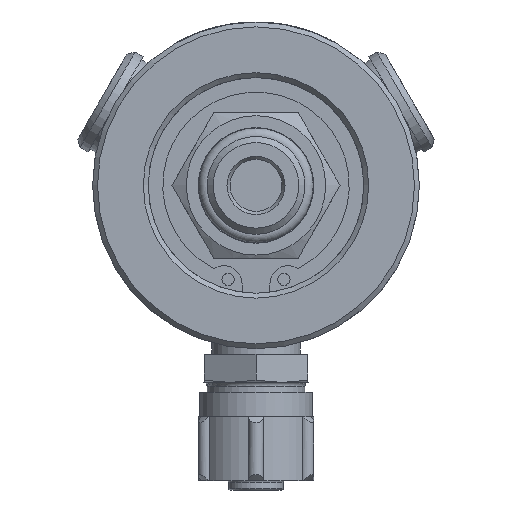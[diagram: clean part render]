
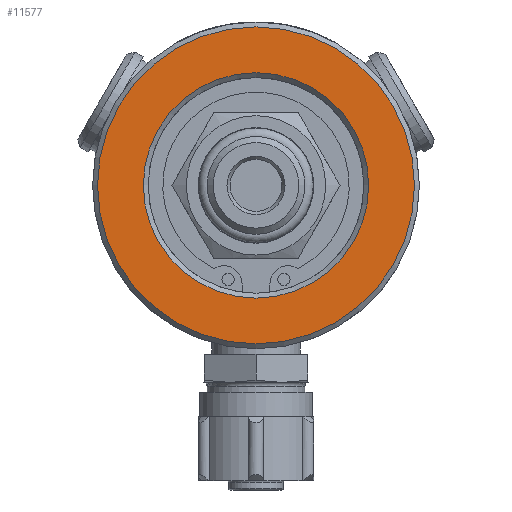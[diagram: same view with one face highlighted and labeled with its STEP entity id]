
A CAD part, left-side view. The second image highlights one B-rep face of the part: STEP entity #11577.
In plain terms, the highlighted planar face has unit normal (-1, 0, 0).
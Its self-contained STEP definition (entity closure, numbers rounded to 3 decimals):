
#1750=FACE_BOUND('',#3875,.T.);
#2350=CIRCLE('',#12492,18.435);
#2354=CIRCLE('',#12498,25.925);
#2757=PLANE('',#12497);
#3179=FACE_OUTER_BOUND('',#3874,.T.);
#3874=EDGE_LOOP('',(#8568));
#3875=EDGE_LOOP('',(#8569));
#5066=VERTEX_POINT('',#18183);
#5070=VERTEX_POINT('',#18195);
#6395=EDGE_CURVE('',#5066,#5066,#2350,.T.);
#6400=EDGE_CURVE('',#5070,#5070,#2354,.T.);
#8568=ORIENTED_EDGE('',*,*,#6400,.F.);
#8569=ORIENTED_EDGE('',*,*,#6395,.F.);
#11577=ADVANCED_FACE('',(#3179,#1750),#2757,.T.);
#12492=AXIS2_PLACEMENT_3D('',#18185,#14304,#14305);
#12497=AXIS2_PLACEMENT_3D('',#18194,#14315,#14316);
#12498=AXIS2_PLACEMENT_3D('',#18196,#14317,#14318);
#14304=DIRECTION('center_axis',(-1.,0.,0.));
#14305=DIRECTION('ref_axis',(0.,0.,-1.));
#14315=DIRECTION('center_axis',(-1.,0.,0.));
#14316=DIRECTION('ref_axis',(0.,0.,1.));
#14317=DIRECTION('center_axis',(1.,0.,0.));
#14318=DIRECTION('ref_axis',(0.,-1.,0.));
#18183=CARTESIAN_POINT('',(30.44,0.,18.435));
#18185=CARTESIAN_POINT('Origin',(30.44,0.,0.));
#18194=CARTESIAN_POINT('Origin',(30.44,0.,0.));
#18195=CARTESIAN_POINT('',(30.44,25.925,0.));
#18196=CARTESIAN_POINT('Origin',(30.44,0.,0.));
